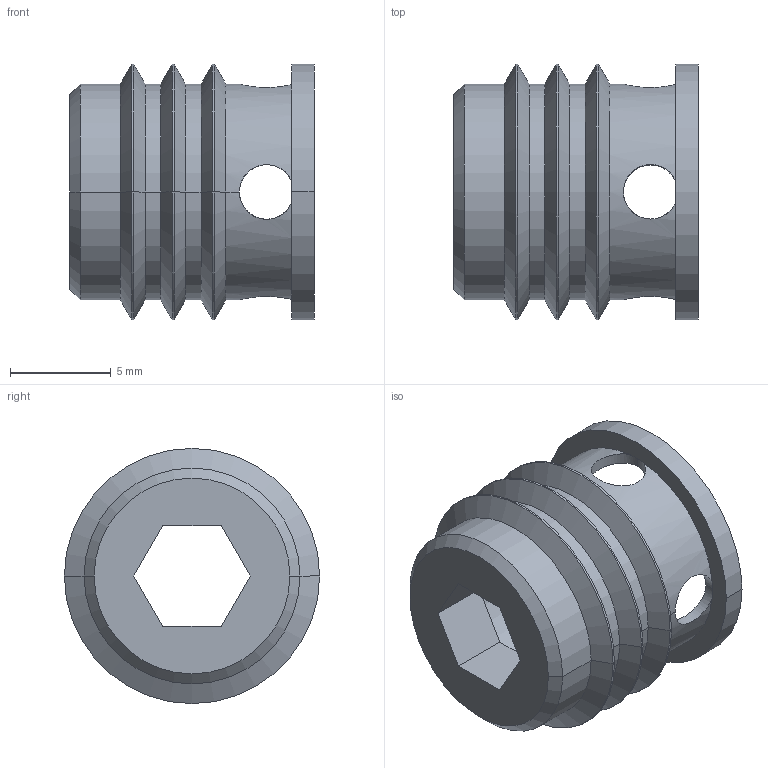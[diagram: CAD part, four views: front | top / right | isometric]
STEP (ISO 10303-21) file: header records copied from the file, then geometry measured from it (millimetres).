
FILE_DESCRIPTION(('STEP AP214'),'1');
FILE_NAME('HALDERN_EH_22330_0310.stp','2020-11-13T10:46:19',('TraceParts'),('TraceParts S.A.'),'Spatial InterOp 3D',' ',' ');
FILE_SCHEMA(('AUTOMOTIVE_DESIGN { 1 0 10303 214 1 1 1 1 }'));
Length unit declared in the file: millimetre
Products named in the file (1): HALDERN_EH_22330_0310
Bounding box: 12.1 x 12.65 x 12.65 mm (x, y, z)
Volume: 450.4 mm3; surface area: 1044.1 mm2
Topology: 1 solids, 1 shells, 56 faces, 144 edges, 86 vertices
Faces by surface type: cylinder 26, cone 16, plane 14
Entity records: 2434 total; most frequent: CARTESIAN_POINT 599, DIRECTION 288, ORIENTED_EDGE 288, EDGE_CURVE 144, AXIS2_PLACEMENT_3D 107, VERTEX_POINT 86, LINE 74, VECTOR 74
